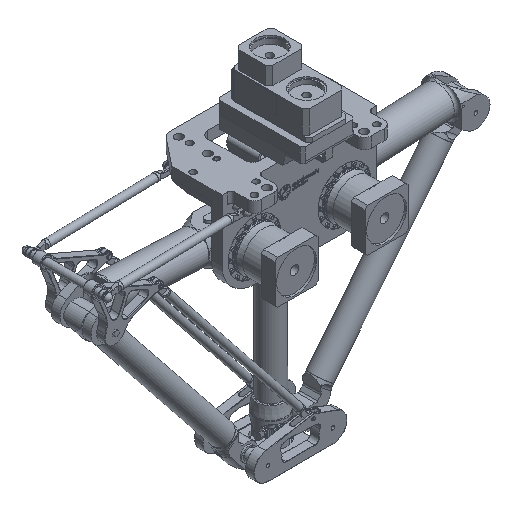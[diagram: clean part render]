
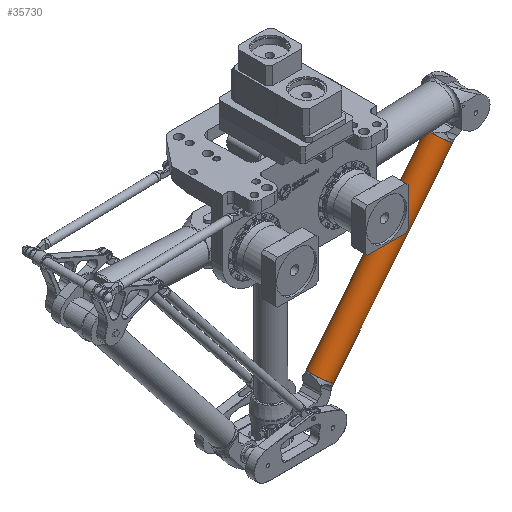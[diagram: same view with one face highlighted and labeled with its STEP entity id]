
A CAD part, isometric view. The second image highlights one B-rep face of the part: STEP entity #35730.
In plain terms, the highlighted cylindrical face has radius 30 mm (diameter 60 mm), a full revolution.
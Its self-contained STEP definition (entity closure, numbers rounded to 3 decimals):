
#1478=FACE_BOUND('',#6410,.T.);
#2195=CYLINDRICAL_SURFACE('',#39213,30.);
#3676=FACE_OUTER_BOUND('',#6409,.T.);
#6409=EDGE_LOOP('',(#27999));
#6410=EDGE_LOOP('',(#28000));
#13931=CIRCLE('',#39200,30.);
#13938=CIRCLE('',#39212,30.);
#16609=VERTEX_POINT('',#64871);
#16616=VERTEX_POINT('',#64890);
#20627=EDGE_CURVE('',#16609,#16609,#13931,.T.);
#20634=EDGE_CURVE('',#16616,#16616,#13938,.T.);
#27999=ORIENTED_EDGE('',*,*,#20634,.T.);
#28000=ORIENTED_EDGE('',*,*,#20627,.T.);
#35730=ADVANCED_FACE('',(#3676,#1478),#2195,.T.);
#39200=AXIS2_PLACEMENT_3D('',#64872,#46954,#46955);
#39212=AXIS2_PLACEMENT_3D('',#64891,#46978,#46979);
#39213=AXIS2_PLACEMENT_3D('',#64892,#46980,#46981);
#46954=DIRECTION('center_axis',(-1.,0.,0.));
#46955=DIRECTION('ref_axis',(0.,0.,1.));
#46978=DIRECTION('center_axis',(1.,0.,0.));
#46979=DIRECTION('ref_axis',(0.,0.,1.));
#46980=DIRECTION('center_axis',(-1.,0.,0.));
#46981=DIRECTION('ref_axis',(0.,0.,1.));
#64871=CARTESIAN_POINT('',(60.,0.,-30.));
#64872=CARTESIAN_POINT('Origin',(60.,0.,0.));
#64890=CARTESIAN_POINT('',(-470.,0.,-30.));
#64891=CARTESIAN_POINT('Origin',(-470.,0.,0.));
#64892=CARTESIAN_POINT('Origin',(65.,0.,0.));
